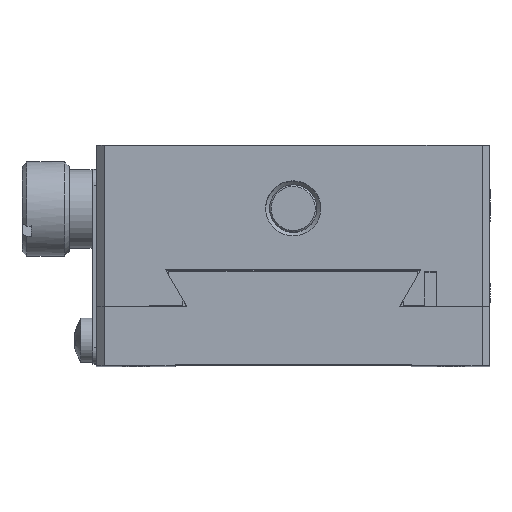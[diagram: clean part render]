
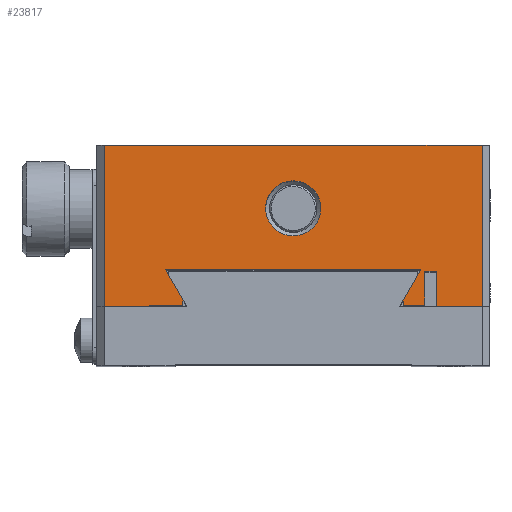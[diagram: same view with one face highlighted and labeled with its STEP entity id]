
A CAD part, top view. The second image highlights one B-rep face of the part: STEP entity #23817.
In plain terms, the highlighted planar face has unit normal (0, 0, 1).
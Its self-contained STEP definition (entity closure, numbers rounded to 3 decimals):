
#453 = LINE ( 'NONE', #25090, #7156 ) ;
#746 = CARTESIAN_POINT ( 'NONE',  ( 72.771, 65.336, 81.418 ) ) ;
#985 = ORIENTED_EDGE ( 'NONE', *, *, #4938, .T. ) ;
#1279 = LINE ( 'NONE', #13188, #14228 ) ;
#1851 = LINE ( 'NONE', #16469, #10806 ) ;
#2320 = DIRECTION ( 'NONE',  ( 0., 1., 0. ) ) ;
#2742 = VERTEX_POINT ( 'NONE', #14981 ) ;
#2784 = CARTESIAN_POINT ( 'NONE',  ( 72.771, 65.336, 81.418 ) ) ;
#2799 = VECTOR ( 'NONE', #22694, 1000. ) ;
#2955 = EDGE_CURVE ( 'NONE', #13169, #13169, #17106, .T. ) ;
#2961 = ORIENTED_EDGE ( 'NONE', *, *, #16556, .F. ) ;
#2996 = VECTOR ( 'NONE', #2320, 1000. ) ;
#3168 = ORIENTED_EDGE ( 'NONE', *, *, #21827, .T. ) ;
#3844 = CARTESIAN_POINT ( 'NONE',  ( 34.771, 65.336, 81.418 ) ) ;
#3898 = CARTESIAN_POINT ( 'NONE',  ( 62.771, 65.336, 81.418 ) ) ;
#3976 = LINE ( 'NONE', #3844, #11427 ) ;
#4093 = VERTEX_POINT ( 'NONE', #17604 ) ;
#4401 = LINE ( 'NONE', #25519, #20250 ) ;
#4412 = EDGE_CURVE ( 'NONE', #11048, #11836, #19038, .T. ) ;
#4714 = CARTESIAN_POINT ( 'NONE',  ( 66.971, 65.336, 81.418 ) ) ;
#4930 = VECTOR ( 'NONE', #13573, 1000. ) ;
#4938 = EDGE_CURVE ( 'NONE', #24058, #24649, #4401, .T. ) ;
#5117 = DIRECTION ( 'NONE',  ( 0., 1., 0. ) ) ;
#5276 = ORIENTED_EDGE ( 'NONE', *, *, #2955, .F. ) ;
#5287 = EDGE_CURVE ( 'NONE', #23860, #11836, #24282, .T. ) ;
#5359 = CARTESIAN_POINT ( 'NONE',  ( 66.971, 69.836, 81.418 ) ) ;
#5723 = ORIENTED_EDGE ( 'NONE', *, *, #11043, .F. ) ;
#5751 = CARTESIAN_POINT ( 'NONE',  ( 65.471, 69.836, 81.418 ) ) ;
#6170 = VERTEX_POINT ( 'NONE', #12160 ) ;
#6315 = DIRECTION ( 'NONE',  ( -1., 0., 0. ) ) ;
#6331 = LINE ( 'NONE', #12675, #9489 ) ;
#6609 = CARTESIAN_POINT ( 'NONE',  ( 32.558, 70.036, 81.418 ) ) ;
#7137 = CARTESIAN_POINT ( 'NONE',  ( 24.771, 85.836, 81.418 ) ) ;
#7156 = VECTOR ( 'NONE', #16682, 1000. ) ;
#7217 = AXIS2_PLACEMENT_3D ( 'NONE', #7544, #19571, #5117 ) ;
#7233 = DIRECTION ( 'NONE',  ( 0., 0., -1. ) ) ;
#7544 = CARTESIAN_POINT ( 'NONE',  ( 48.771, 77.836, 81.418 ) ) ;
#7702 = EDGE_CURVE ( 'NONE', #14364, #21397, #3976, .T. ) ;
#7991 = EDGE_CURVE ( 'NONE', #4093, #8371, #6331, .T. ) ;
#8371 = VERTEX_POINT ( 'NONE', #24267 ) ;
#8478 = AXIS2_PLACEMENT_3D ( 'NONE', #21698, #7233, #13316 ) ;
#8725 = EDGE_CURVE ( 'NONE', #6170, #24649, #17196, .T. ) ;
#8843 = VECTOR ( 'NONE', #6315, 1000. ) ;
#8844 = DIRECTION ( 'NONE',  ( 0., 1., 0. ) ) ;
#8934 = VECTOR ( 'NONE', #8844, 1000. ) ;
#9105 = LINE ( 'NONE', #17340, #16850 ) ;
#9468 = EDGE_LOOP ( 'NONE', ( #5276 ) ) ;
#9489 = VECTOR ( 'NONE', #12273, 1000. ) ;
#9706 = EDGE_CURVE ( 'NONE', #14364, #14535, #1851, .T. ) ;
#9900 = EDGE_CURVE ( 'NONE', #20448, #6170, #9105, .T. ) ;
#10127 = DIRECTION ( 'NONE',  ( -1., 0., 0. ) ) ;
#10502 = ORIENTED_EDGE ( 'NONE', *, *, #23762, .T. ) ;
#10806 = VECTOR ( 'NONE', #10127, 1000. ) ;
#10929 = ORIENTED_EDGE ( 'NONE', *, *, #8725, .F. ) ;
#11013 = CARTESIAN_POINT ( 'NONE',  ( 30.571, 65.336, 81.418 ) ) ;
#11043 = EDGE_CURVE ( 'NONE', #2742, #17327, #1279, .T. ) ;
#11048 = VERTEX_POINT ( 'NONE', #11445 ) ;
#11136 = DIRECTION ( 'NONE',  ( -1., 0., 0. ) ) ;
#11148 = LINE ( 'NONE', #26027, #4930 ) ;
#11153 = FACE_OUTER_BOUND ( 'NONE', #19347, .T. ) ;
#11280 = CARTESIAN_POINT ( 'NONE',  ( 23.771, 70.036, 81.418 ) ) ;
#11348 = CARTESIAN_POINT ( 'NONE',  ( 30.571, 65.536, 81.418 ) ) ;
#11427 = VECTOR ( 'NONE', #14265, 1000. ) ;
#11445 = CARTESIAN_POINT ( 'NONE',  ( 66.971, 65.336, 81.418 ) ) ;
#11758 = ORIENTED_EDGE ( 'NONE', *, *, #14990, .F. ) ;
#11836 = VERTEX_POINT ( 'NONE', #5359 ) ;
#12160 = CARTESIAN_POINT ( 'NONE',  ( 24.771, 65.336, 81.418 ) ) ;
#12273 = DIRECTION ( 'NONE',  ( 0.5, 0.866, 0. ) ) ;
#12438 = ORIENTED_EDGE ( 'NONE', *, *, #4412, .F. ) ;
#12675 = CARTESIAN_POINT ( 'NONE',  ( 62.771, 66.202, 81.418 ) ) ;
#13145 = DIRECTION ( 'NONE',  ( -1., 0., 0. ) ) ;
#13153 = LINE ( 'NONE', #11280, #21947 ) ;
#13169 = VERTEX_POINT ( 'NONE', #17493 ) ;
#13188 = CARTESIAN_POINT ( 'NONE',  ( 23.771, 65.536, 81.418 ) ) ;
#13316 = DIRECTION ( 'NONE',  ( 0., 1., 0. ) ) ;
#13573 = DIRECTION ( 'NONE',  ( 0.5, -0.866, 0. ) ) ;
#13773 = VECTOR ( 'NONE', #26565, 1000. ) ;
#14228 = VECTOR ( 'NONE', #21718, 1000. ) ;
#14265 = DIRECTION ( 'NONE',  ( 0., 1., 0. ) ) ;
#14364 = VERTEX_POINT ( 'NONE', #23108 ) ;
#14535 = VERTEX_POINT ( 'NONE', #11348 ) ;
#14957 = CARTESIAN_POINT ( 'NONE',  ( 23.771, 65.336, 81.418 ) ) ;
#14981 = CARTESIAN_POINT ( 'NONE',  ( 65.471, 65.536, 81.418 ) ) ;
#14990 = EDGE_CURVE ( 'NONE', #24481, #11048, #16851, .T. ) ;
#15253 = DIRECTION ( 'NONE',  ( 0., 1., 0. ) ) ;
#15337 = FACE_BOUND ( 'NONE', #9468, .T. ) ;
#15504 = DIRECTION ( 'NONE',  ( 0., -1., 0. ) ) ;
#15780 = ORIENTED_EDGE ( 'NONE', *, *, #25919, .F. ) ;
#15861 = ORIENTED_EDGE ( 'NONE', *, *, #9706, .F. ) ;
#15878 = VECTOR ( 'NONE', #15253, 1000. ) ;
#16255 = CARTESIAN_POINT ( 'NONE',  ( 34.771, 66.202, 81.418 ) ) ;
#16469 = CARTESIAN_POINT ( 'NONE',  ( 23.771, 65.536, 81.418 ) ) ;
#16556 = EDGE_CURVE ( 'NONE', #23860, #2742, #453, .T. ) ;
#16675 = EDGE_CURVE ( 'NONE', #22001, #21397, #11148, .T. ) ;
#16682 = DIRECTION ( 'NONE',  ( 0., -1., 0. ) ) ;
#16850 = VECTOR ( 'NONE', #13145, 1000. ) ;
#16851 = LINE ( 'NONE', #14957, #8843 ) ;
#17106 = CIRCLE ( 'NONE', #7217, 3.5 ) ;
#17196 = LINE ( 'NONE', #23161, #2996 ) ;
#17327 = VERTEX_POINT ( 'NONE', #23419 ) ;
#17340 = CARTESIAN_POINT ( 'NONE',  ( 23.771, 65.336, 81.418 ) ) ;
#17387 = LINE ( 'NONE', #746, #24799 ) ;
#17493 = CARTESIAN_POINT ( 'NONE',  ( 48.771, 81.336, 81.418 ) ) ;
#17604 = CARTESIAN_POINT ( 'NONE',  ( 62.771, 66.202, 81.418 ) ) ;
#17954 = CARTESIAN_POINT ( 'NONE',  ( 30.571, 65.336, 81.418 ) ) ;
#18228 = ORIENTED_EDGE ( 'NONE', *, *, #7991, .F. ) ;
#19038 = LINE ( 'NONE', #4714, #15878 ) ;
#19078 = ORIENTED_EDGE ( 'NONE', *, *, #9900, .F. ) ;
#19347 = EDGE_LOOP ( 'NONE', ( #10502, #15861, #24125, #25772, #20650, #18228, #3168, #5723, #2961, #22066, #12438, #11758, #15780, #985, #10929, #19078 ) ) ;
#19389 = PLANE ( 'NONE',  #8478 ) ;
#19571 = DIRECTION ( 'NONE',  ( 0., 0., 1. ) ) ;
#19657 = LINE ( 'NONE', #11013, #8934 ) ;
#20250 = VECTOR ( 'NONE', #23070, 1000. ) ;
#20272 = EDGE_CURVE ( 'NONE', #8371, #22001, #13153, .T. ) ;
#20329 = CARTESIAN_POINT ( 'NONE',  ( 72.771, 85.836, 81.418 ) ) ;
#20448 = VERTEX_POINT ( 'NONE', #17954 ) ;
#20650 = ORIENTED_EDGE ( 'NONE', *, *, #20272, .F. ) ;
#21397 = VERTEX_POINT ( 'NONE', #16255 ) ;
#21698 = CARTESIAN_POINT ( 'NONE',  ( 23.771, 65.336, 81.418 ) ) ;
#21718 = DIRECTION ( 'NONE',  ( -1., 0., 0. ) ) ;
#21827 = EDGE_CURVE ( 'NONE', #4093, #17327, #22436, .T. ) ;
#21947 = VECTOR ( 'NONE', #11136, 1000. ) ;
#22001 = VERTEX_POINT ( 'NONE', #6609 ) ;
#22066 = ORIENTED_EDGE ( 'NONE', *, *, #5287, .T. ) ;
#22436 = LINE ( 'NONE', #3898, #2799 ) ;
#22694 = DIRECTION ( 'NONE',  ( 0., -1., 0. ) ) ;
#23070 = DIRECTION ( 'NONE',  ( -1., 0., 0. ) ) ;
#23108 = CARTESIAN_POINT ( 'NONE',  ( 34.771, 65.536, 81.418 ) ) ;
#23161 = CARTESIAN_POINT ( 'NONE',  ( 24.771, 65.336, 81.418 ) ) ;
#23419 = CARTESIAN_POINT ( 'NONE',  ( 62.771, 65.536, 81.418 ) ) ;
#23588 = CARTESIAN_POINT ( 'NONE',  ( 65.471, 69.836, 81.418 ) ) ;
#23762 = EDGE_CURVE ( 'NONE', #20448, #14535, #19657, .T. ) ;
#23817 = ADVANCED_FACE ( 'NONE', ( #11153, #15337 ), #19389, .F. ) ;
#23860 = VERTEX_POINT ( 'NONE', #23588 ) ;
#24058 = VERTEX_POINT ( 'NONE', #20329 ) ;
#24125 = ORIENTED_EDGE ( 'NONE', *, *, #7702, .T. ) ;
#24267 = CARTESIAN_POINT ( 'NONE',  ( 64.985, 70.036, 81.418 ) ) ;
#24282 = LINE ( 'NONE', #5751, #13773 ) ;
#24481 = VERTEX_POINT ( 'NONE', #2784 ) ;
#24649 = VERTEX_POINT ( 'NONE', #7137 ) ;
#24799 = VECTOR ( 'NONE', #15504, 1000. ) ;
#25090 = CARTESIAN_POINT ( 'NONE',  ( 65.471, 65.336, 81.418 ) ) ;
#25519 = CARTESIAN_POINT ( 'NONE',  ( 23.771, 85.836, 81.418 ) ) ;
#25772 = ORIENTED_EDGE ( 'NONE', *, *, #16675, .F. ) ;
#25919 = EDGE_CURVE ( 'NONE', #24058, #24481, #17387, .T. ) ;
#26027 = CARTESIAN_POINT ( 'NONE',  ( 32.558, 70.036, 81.418 ) ) ;
#26565 = DIRECTION ( 'NONE',  ( 1., 0., 0. ) ) ;
